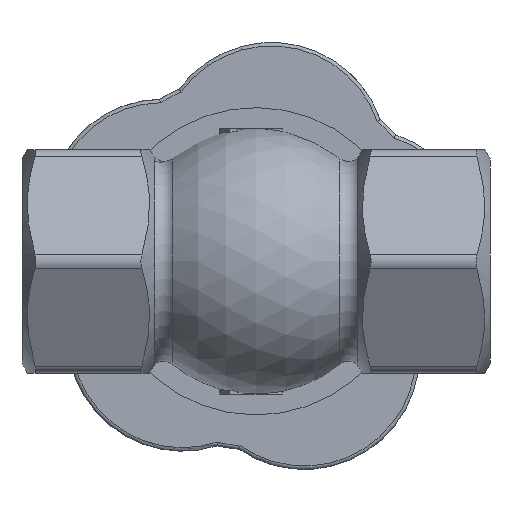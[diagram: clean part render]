
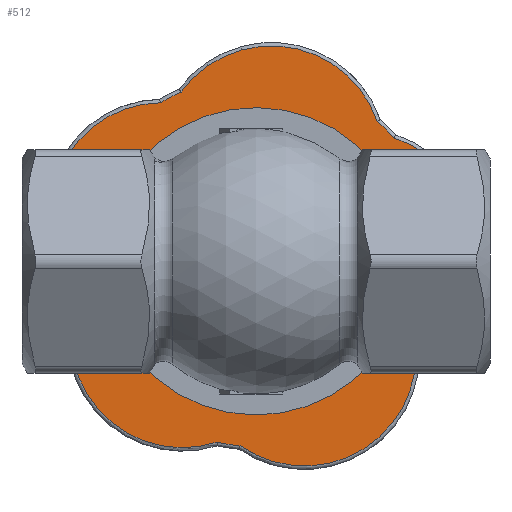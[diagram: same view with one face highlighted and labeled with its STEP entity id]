
A CAD part, front view. The second image highlights one B-rep face of the part: STEP entity #512.
In plain terms, the highlighted planar face has unit normal (0, -1, 0).
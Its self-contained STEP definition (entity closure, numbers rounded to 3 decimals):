
#512 = ADVANCED_FACE( '', ( #1073, #1074 ), #1075, .T. );
#1073 = FACE_OUTER_BOUND( '', #1647, .T. );
#1074 = FACE_BOUND( '', #1648, .T. );
#1075 = PLANE( '', #1649 );
#1647 = EDGE_LOOP( '', ( #2976, #2977, #2978, #2979, #2980, #2981, #2982, #2983, #2984, #2985 ) );
#1648 = EDGE_LOOP( '', ( #2986 ) );
#1649 = AXIS2_PLACEMENT_3D( '', #2987, #2988, #2989 );
#2976 = ORIENTED_EDGE( '', *, *, #3156, .T. );
#2977 = ORIENTED_EDGE( '', *, *, #3554, .T. );
#2978 = ORIENTED_EDGE( '', *, *, #3426, .T. );
#2979 = ORIENTED_EDGE( '', *, *, #3251, .T. );
#2980 = ORIENTED_EDGE( '', *, *, #3606, .T. );
#2981 = ORIENTED_EDGE( '', *, *, #3405, .T. );
#2982 = ORIENTED_EDGE( '', *, *, #3486, .T. );
#2983 = ORIENTED_EDGE( '', *, *, #3567, .T. );
#2984 = ORIENTED_EDGE( '', *, *, #3259, .T. );
#2985 = ORIENTED_EDGE( '', *, *, #3342, .T. );
#2986 = ORIENTED_EDGE( '', *, *, #3413, .F. );
#2987 = CARTESIAN_POINT( '', ( -5.261, 96.42, -5.345 ) );
#2988 = DIRECTION( '', ( 0., -1., 0. ) );
#2989 = DIRECTION( '', ( 0., 0., -1. ) );
#3156 = EDGE_CURVE( '', #3727, #3732, #3734, .T. );
#3251 = EDGE_CURVE( '', #3891, #3889, #3892, .T. );
#3259 = EDGE_CURVE( '', #3898, #3903, #3905, .T. );
#3342 = EDGE_CURVE( '', #3903, #3727, #4032, .T. );
#3405 = EDGE_CURVE( '', #4122, #4120, #4123, .T. );
#3413 = EDGE_CURVE( '', #4134, #4134, #4135, .T. );
#3426 = EDGE_CURVE( '', #4150, #3891, #4151, .T. );
#3486 = EDGE_CURVE( '', #4120, #4233, #4235, .T. );
#3554 = EDGE_CURVE( '', #3732, #4150, #4317, .T. );
#3567 = EDGE_CURVE( '', #4233, #3898, #4331, .T. );
#3606 = EDGE_CURVE( '', #3889, #4122, #4370, .T. );
#3727 = VERTEX_POINT( '', #4639 );
#3732 = VERTEX_POINT( '', #4649 );
#3734 = CIRCLE( '', #4656, 16. );
#3889 = VERTEX_POINT( '', #5043 );
#3891 = VERTEX_POINT( '', #5050 );
#3892 = CIRCLE( '', #5051, 26.5 );
#3898 = VERTEX_POINT( '', #5062 );
#3903 = VERTEX_POINT( '', #5072 );
#3905 = CIRCLE( '', #5079, 16. );
#4032 = CIRCLE( '', #5526, 26.5 );
#4120 = VERTEX_POINT( '', #5798 );
#4122 = VERTEX_POINT( '', #5805 );
#4123 = CIRCLE( '', #5806, 26.5 );
#4134 = VERTEX_POINT( '', #5828 );
#4135 = CIRCLE( '', #5829, 22. );
#4150 = VERTEX_POINT( '', #5858 );
#4151 = CIRCLE( '', #5859, 16. );
#4233 = VERTEX_POINT( '', #6028 );
#4235 = CIRCLE( '', #6035, 16. );
#4317 = CIRCLE( '', #6243, 26.5 );
#4331 = CIRCLE( '', #6260, 26.5 );
#4370 = CIRCLE( '', #6310, 16. );
#4639 = CARTESIAN_POINT( '', ( 24.403, 96.42, -10.332 ) );
#4649 = CARTESIAN_POINT( '', ( 19.74, 96.42, 17.681 ) );
#4656 = AXIS2_PLACEMENT_3D( '', #6415, #6416, #6417 );
#5043 = CARTESIAN_POINT( '', ( -13.67, 96.42, 22.702 ) );
#5050 = CARTESIAN_POINT( '', ( -10.715, 96.42, 24.237 ) );
#5051 = AXIS2_PLACEMENT_3D( '', #6502, #6503, #6504 );
#5062 = CARTESIAN_POINT( '', ( -2.278, 96.42, -26.402 ) );
#5072 = CARTESIAN_POINT( '', ( 22.922, 96.42, -13.297 ) );
#5079 = AXIS2_PLACEMENT_3D( '', #6511, #6512, #6513 );
#5526 = AXIS2_PLACEMENT_3D( '', #6577, #6578, #6579 );
#5798 = CARTESIAN_POINT( '', ( -25.815, 96.42, -5.985 ) );
#5805 = CARTESIAN_POINT( '', ( -26.362, 96.42, -2.701 ) );
#5806 = AXIS2_PLACEMENT_3D( '', #6627, #6628, #6629 );
#5828 = CARTESIAN_POINT( '', ( 3.613, 96.42, -21.701 ) );
#5829 = AXIS2_PLACEMENT_3D( '', #6636, #6637, #6638 );
#5858 = CARTESIAN_POINT( '', ( 17.367, 96.42, 20.016 ) );
#5859 = AXIS2_PLACEMENT_3D( '', #6648, #6649, #6650 );
#6028 = CARTESIAN_POINT( '', ( -5.577, 96.42, -25.906 ) );
#6035 = AXIS2_PLACEMENT_3D( '', #6731, #6732, #6733 );
#6243 = AXIS2_PLACEMENT_3D( '', #6774, #6775, #6776 );
#6260 = AXIS2_PLACEMENT_3D( '', #6783, #6784, #6785 );
#6310 = AXIS2_PLACEMENT_3D( '', #6803, #6804, #6805 );
#6415 = CARTESIAN_POINT( '', ( 14.796, 96.42, 2.463 ) );
#6416 = DIRECTION( '', ( 0., -1., 0. ) );
#6417 = DIRECTION( '', ( 0.164, 0., -0.986 ) );
#6502 = CARTESIAN_POINT( '', ( 0., 96.42, 0. ) );
#6503 = DIRECTION( '', ( 0., -1., 0. ) );
#6504 = DIRECTION( '', ( 0.164, 0., -0.986 ) );
#6511 = CARTESIAN_POINT( '', ( 6.922, 96.42, -13.312 ) );
#6512 = DIRECTION( '', ( 0., -1., 0. ) );
#6513 = DIRECTION( '', ( 0.164, 0., -0.986 ) );
#6577 = CARTESIAN_POINT( '', ( 0., 96.42, 0. ) );
#6578 = DIRECTION( '', ( 0., -1., 0. ) );
#6579 = DIRECTION( '', ( 0.164, 0., -0.986 ) );
#6627 = CARTESIAN_POINT( '', ( 0., 96.42, 0. ) );
#6628 = DIRECTION( '', ( 0., -1., 0. ) );
#6629 = DIRECTION( '', ( 0.164, 0., -0.986 ) );
#6636 = CARTESIAN_POINT( '', ( 0., 96.42, 0. ) );
#6637 = DIRECTION( '', ( 0., -1., 0. ) );
#6638 = DIRECTION( '', ( 0.164, 0., -0.986 ) );
#6648 = CARTESIAN_POINT( '', ( 2.23, 96.42, 14.833 ) );
#6649 = DIRECTION( '', ( 0., -1., 0. ) );
#6650 = DIRECTION( '', ( 0.164, 0., -0.986 ) );
#6731 = CARTESIAN_POINT( '', ( -10.523, 96.42, -10.69 ) );
#6732 = DIRECTION( '', ( 0., -1., 0. ) );
#6733 = DIRECTION( '', ( 0.164, 0., -0.986 ) );
#6774 = CARTESIAN_POINT( '', ( 0., 96.42, 0. ) );
#6775 = DIRECTION( '', ( 0., -1., 0. ) );
#6776 = DIRECTION( '', ( 0.164, 0., -0.986 ) );
#6783 = CARTESIAN_POINT( '', ( 0., 96.42, 0. ) );
#6784 = DIRECTION( '', ( 0., -1., 0. ) );
#6785 = DIRECTION( '', ( 0.164, 0., -0.986 ) );
#6803 = CARTESIAN_POINT( '', ( -13.418, 96.42, 6.704 ) );
#6804 = DIRECTION( '', ( 0., -1., 0. ) );
#6805 = DIRECTION( '', ( 0.164, 0., -0.986 ) );
